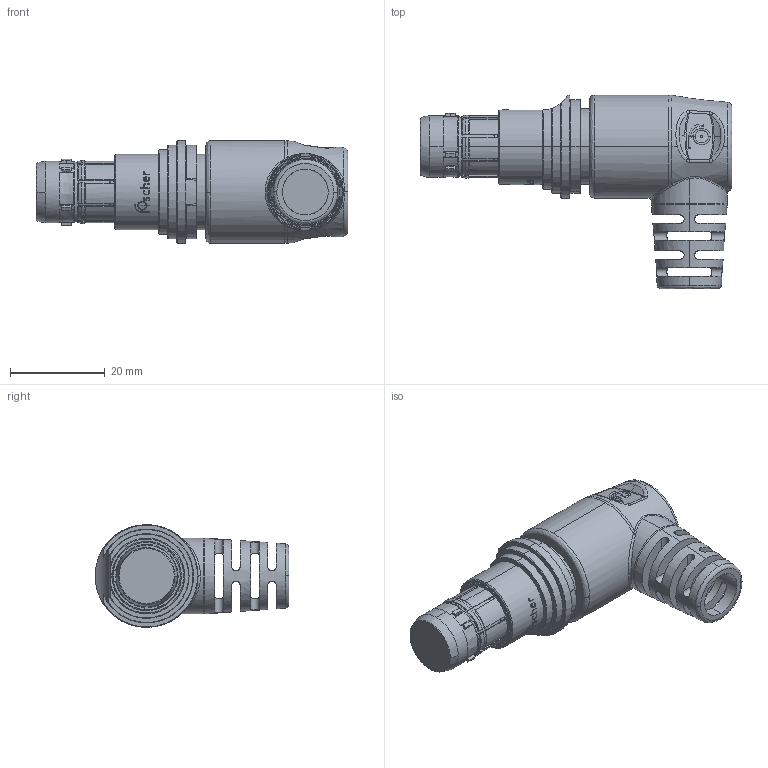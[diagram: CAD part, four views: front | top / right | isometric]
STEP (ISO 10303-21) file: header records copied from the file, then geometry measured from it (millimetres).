
FILE_DESCRIPTION (( 'STEP AP203' ), '1' );
FILE_NAME ('Anschlusskabel UP13_27p_m_90Grad.STEP', '2021-04-09T06:03:35', ( '' ), ( '' ), 'SwSTEP 2.0', 'SolidWorks 2018', '' );
FILE_SCHEMA (( 'CONFIG_CONTROL_DESIGN' ));
Length unit declared in the file: millimetre
Products named in the file (1): Anschlusskabel UP13_27p_m_90Grad
Bounding box: 65.8 x 40.85 x 21.7 mm (x, y, z)
Volume: 16731 mm3; surface area: 10771.4 mm2
Topology: 1 solids, 2 shells, 446 faces, 1274 edges, 839 vertices
Faces by surface type: bspline 142, cylinder 131, plane 95, cone 78
Entity records: 21777 total; most frequent: CARTESIAN_POINT 11395, ORIENTED_EDGE 2532, DIRECTION 1688, EDGE_CURVE 1266, VERTEX_POINT 839, AXIS2_PLACEMENT_3D 677, B_SPLINE_CURVE_WITH_KNOTS 497, EDGE_LOOP 479
